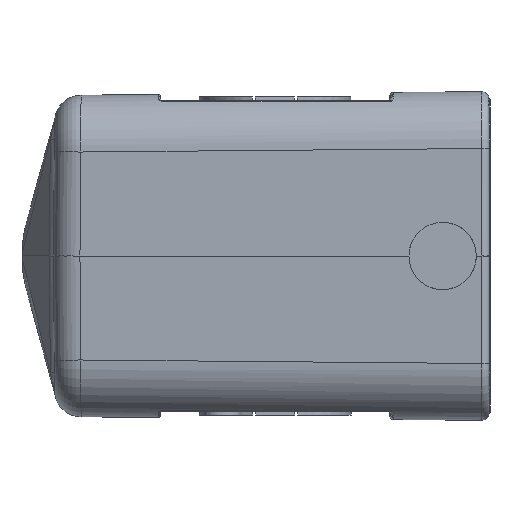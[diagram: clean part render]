
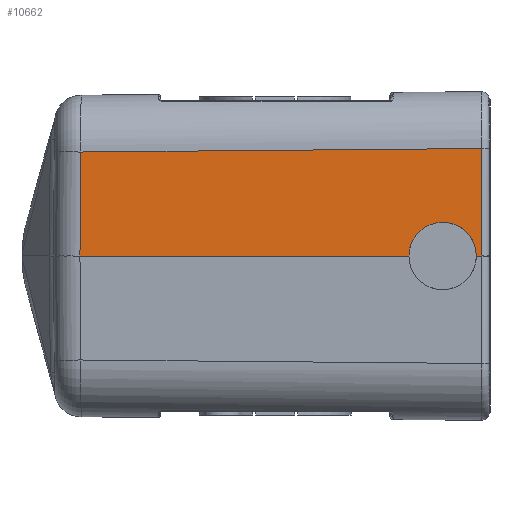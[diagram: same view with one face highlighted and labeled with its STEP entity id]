
A CAD part, left-side view. The second image highlights one B-rep face of the part: STEP entity #10662.
In plain terms, the highlighted planar face has unit normal (-1, 0.009, 0.009).
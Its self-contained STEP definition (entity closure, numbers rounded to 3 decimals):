
#1055=CARTESIAN_POINT('',(-36.408,80.5,0.));
#1067=CARTESIAN_POINT('',(-36.485,71.7,0.));
#1069=DIRECTION('',(-0.009,-1.,0.));
#1070=VECTOR('',#1069,0.691);
#1071=CARTESIAN_POINT('',(-36.485,71.7,0.));
#1072=LINE('',#1071,#1070);
#1081=DIRECTION('',(-0.009,-1.,0.));
#1082=VECTOR('',#1081,43.032);
#1083=CARTESIAN_POINT('',(-36.033,123.531,
0.));
#1084=LINE('',#1083,#1082);
#1103=CARTESIAN_POINT('',(-36.485,71.7,0.));
#1104=CARTESIAN_POINT('',(-36.481,71.7,0.519));
#1105=CARTESIAN_POINT('',(-36.469,71.888,1.639));
#1106=CARTESIAN_POINT('',(-36.447,72.897,3.204));
#1107=CARTESIAN_POINT('',(-36.428,74.198,4.044));
#1108=CARTESIAN_POINT('',(-36.416,75.305,4.354));
#1109=CARTESIAN_POINT('',(-36.408,76.1,4.423));
#1110=CARTESIAN_POINT('',(-36.402,76.895,4.354));
#1111=CARTESIAN_POINT('',(-36.395,78.002,4.044));
#1112=CARTESIAN_POINT('',(-36.391,79.303,3.204));
#1113=CARTESIAN_POINT('',(-36.396,80.312,1.639));
#1114=CARTESIAN_POINT('',(-36.404,80.5,0.519));
#1115=CARTESIAN_POINT('',(-36.408,80.5,0.));
#1117=DIRECTION('',(0.009,-0.009,1.));
#1118=VECTOR('',#1117,13.601);
#1119=CARTESIAN_POINT('',(-36.033,123.531,
0.));
#1120=LINE('',#1119,#1118);
#1121=DIRECTION('',(-0.009,-1.,0.009));
#1122=VECTOR('',#1121,52.407);
#1123=CARTESIAN_POINT('',(-35.915,123.412,13.6));
#1124=LINE('',#1123,#1122);
#2826=DIRECTION('',(0.009,0.,1.));
#2827=VECTOR('',#2826,14.057);
#2828=CARTESIAN_POINT('',(-36.491,71.009,
0.));
#2829=LINE('',#2828,#2827);
#7750=CARTESIAN_POINT('',(-36.033,123.531,
0.));
#7751=VERTEX_POINT('',#7750);
#7752=CARTESIAN_POINT('',(-36.491,71.009,
0.));
#7753=VERTEX_POINT('',#7752);
#7754=CARTESIAN_POINT('',(-35.915,123.412,13.6));
#7755=VERTEX_POINT('',#7754);
#7756=CARTESIAN_POINT('',(-36.369,71.009,14.057));
#7757=VERTEX_POINT('',#7756);
#8753=VERTEX_POINT('',#1055);
#8754=VERTEX_POINT('',#1067);
#10646=CARTESIAN_POINT('',(-36.302,70.,22.725));
#10647=DIRECTION('',(-1.,0.009,0.009));
#10648=DIRECTION('',(0.009,0.,1.));
#10649=AXIS2_PLACEMENT_3D('',#10646,#10647,#10648);
#10650=PLANE('',#10649);
#10651=ORIENTED_EDGE('',*,*,#10631,.T.);
#10652=ORIENTED_EDGE('',*,*,#10602,.F.);
#10654=ORIENTED_EDGE('',*,*,#10653,.T.);
#10656=ORIENTED_EDGE('',*,*,#10655,.T.);
#10658=ORIENTED_EDGE('',*,*,#10657,.F.);
#10659=ORIENTED_EDGE('',*,*,#10595,.F.);
#10660=EDGE_LOOP('',(#10651,#10652,#10654,#10656,#10658,#10659));
#10661=FACE_OUTER_BOUND('',#10660,.F.);
#1116=B_SPLINE_CURVE_WITH_KNOTS('',3,(#1103,#1104,#1105,#1106,#1107,#1108,#1109,
#1110,#1111,#1112,#1113,#1114,#1115),.UNSPECIFIED.,.F.,.F.,(4,1,1,1,1,1,1,1,1,1,
4),(0.,0.125,0.25,0.375,0.438,0.5,0.563,0.625,0.75,0.875,
1.),.UNSPECIFIED.);
#10595=EDGE_CURVE('',#8754,#7753,#1072,.T.);
#10602=EDGE_CURVE('',#7751,#8753,#1084,.T.);
#10631=EDGE_CURVE('',#8754,#8753,#1116,.T.);
#10653=EDGE_CURVE('',#7751,#7755,#1120,.T.);
#10655=EDGE_CURVE('',#7755,#7757,#1124,.T.);
#10657=EDGE_CURVE('',#7753,#7757,#2829,.T.);
#10662=ADVANCED_FACE('',(#10661),#10650,.T.);
